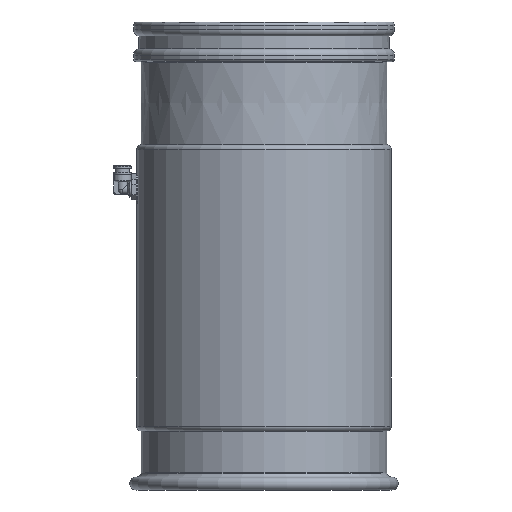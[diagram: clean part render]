
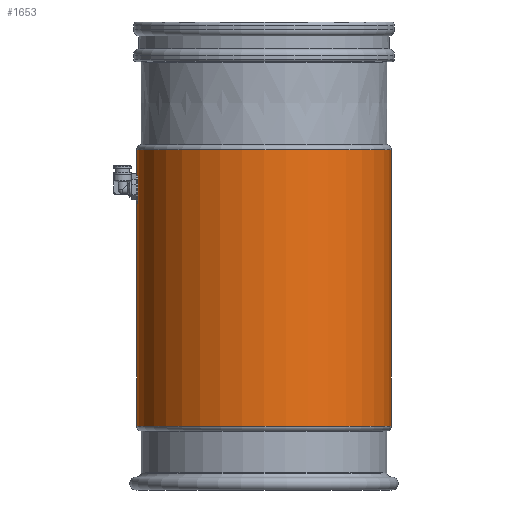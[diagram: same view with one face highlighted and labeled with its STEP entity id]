
A CAD part, front view. The second image highlights one B-rep face of the part: STEP entity #1653.
In plain terms, the highlighted cylindrical face has radius 99.522 mm (diameter 199.045 mm), a full revolution.
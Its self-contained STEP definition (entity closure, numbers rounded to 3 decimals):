
#233=LINE('',#3015,#329);
#329=VECTOR('',#2408,99.523);
#368=CYLINDRICAL_SURFACE('',#1901,99.523);
#461=FACE_OUTER_BOUND('',#589,.T.);
#589=EDGE_LOOP('',(#1465,#1466,#1467,#1468));
#701=CIRCLE('',#1902,99.523);
#702=CIRCLE('',#1903,99.523);
#850=VERTEX_POINT('',#3012);
#851=VERTEX_POINT('',#3014);
#1056=EDGE_CURVE('',#850,#850,#701,.T.);
#1057=EDGE_CURVE('',#850,#851,#233,.T.);
#1058=EDGE_CURVE('',#851,#851,#702,.T.);
#1465=ORIENTED_EDGE('',*,*,#1056,.F.);
#1466=ORIENTED_EDGE('',*,*,#1057,.T.);
#1467=ORIENTED_EDGE('',*,*,#1058,.T.);
#1468=ORIENTED_EDGE('',*,*,#1057,.F.);
#1653=ADVANCED_FACE('',(#461),#368,.T.);
#1901=AXIS2_PLACEMENT_3D('',#3011,#2404,#2405);
#1902=AXIS2_PLACEMENT_3D('',#3013,#2406,#2407);
#1903=AXIS2_PLACEMENT_3D('',#3016,#2409,#2410);
#2404=DIRECTION('center_axis',(0.,0.,-1.));
#2405=DIRECTION('ref_axis',(-1.,0.,0.));
#2406=DIRECTION('center_axis',(0.,0.,-1.));
#2407=DIRECTION('ref_axis',(1.,0.,0.));
#2408=DIRECTION('',(0.,0.,1.));
#2409=DIRECTION('center_axis',(0.,0.,-1.));
#2410=DIRECTION('ref_axis',(1.,0.,0.));
#3011=CARTESIAN_POINT('Origin',(0.,0.,153.));
#3012=CARTESIAN_POINT('',(99.523,0.,45.));
#3013=CARTESIAN_POINT('Origin',(0.,0.,45.));
#3014=CARTESIAN_POINT('',(99.523,0.,261.));
#3015=CARTESIAN_POINT('',(99.523,0.,153.));
#3016=CARTESIAN_POINT('Origin',(0.,0.,261.));
